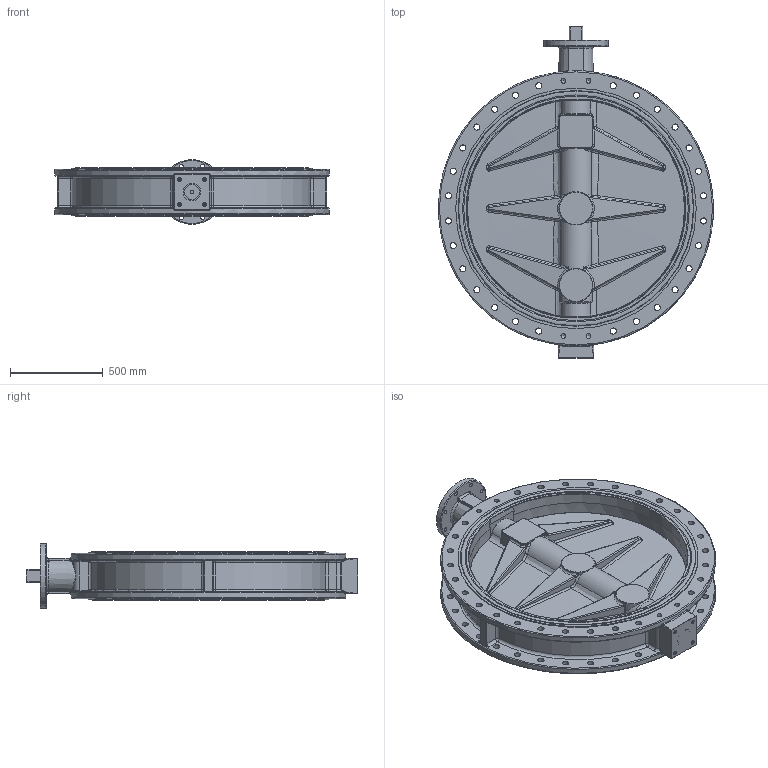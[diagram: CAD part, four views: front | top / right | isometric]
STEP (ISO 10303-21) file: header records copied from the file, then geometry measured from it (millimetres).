
FILE_DESCRIPTION((''),'2;1');
FILE_NAME('F012 K1 DN1200 PN6.stp','2015-07-03T08:51:15',('hellwig'),(''),'Autodesk Inventor 2013','Autodesk Inventor 2013','');
FILE_SCHEMA(('AUTOMOTIVE_DESIGN { 1 0 10303 214 1 1 1 1 }'));
Length unit declared in the file: millimetre
Products named in the file (1): M6281_Shrinkwrap_1
Bounding box: 1479.73 x 1786.9 x 348 mm (x, y, z)
Volume: 155978177 mm3; surface area: 9087842 mm2
Topology: 2 solids, 17 shells, 1301 faces, 3241 edges, 1922 vertices
Faces by surface type: cylinder 402, bspline 378, plane 300, torus 117, cone 86, sphere 12, revolution 6
Full cylindrical faces by diameter (mm): 10.106 x6, 12 x4, 13.5 x4, 18 x4, 20 x4, 20.752 x2, 22 x8, 26.211 x8, 33 x56, 60 x1, 90 x3, 90.2 x1, 95 x1, 98 x1, 110 x1, 110.2 x1, 120 x7, 120.2 x4, 120.5 x6, 124 x1, 127.2 x1, 130.2 x4, 131.8 x2, 132 x1, 135 x5, 135.12 x1, 140 x1, 142 x2, 150 x2, 153 x3
Entity records: 54128 total; most frequent: CARTESIAN_POINT 25559, ORIENTED_EDGE 5680, DIRECTION 5064, EDGE_CURVE 2840, AXIS2_PLACEMENT_3D 2211, VERTEX_POINT 1836, EDGE_LOOP 1750, STYLED_ITEM 1302
